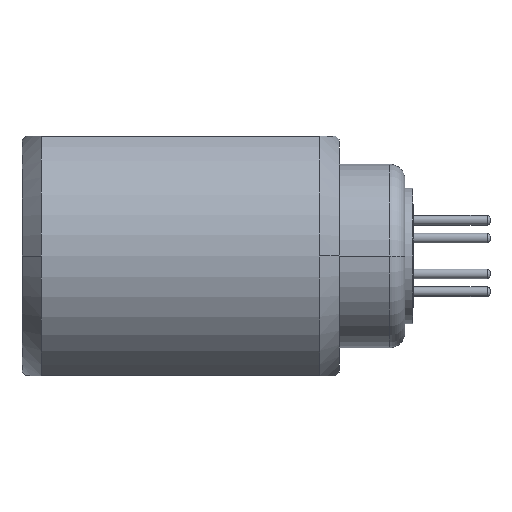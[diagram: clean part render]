
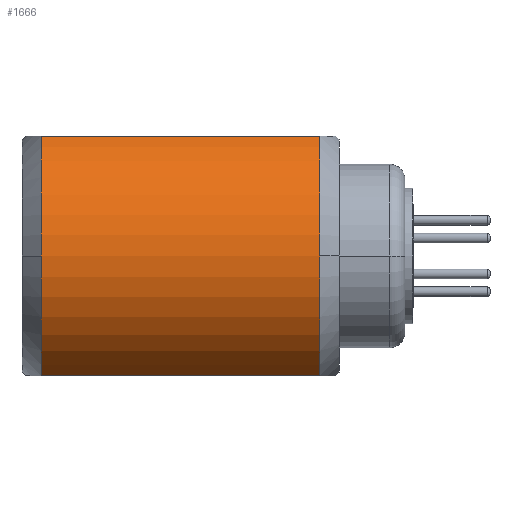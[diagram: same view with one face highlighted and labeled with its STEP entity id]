
A CAD part, front view. The second image highlights one B-rep face of the part: STEP entity #1666.
In plain terms, the highlighted cylindrical face has radius 7 mm (diameter 14 mm), a partial arc.
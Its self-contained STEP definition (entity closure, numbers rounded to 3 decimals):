
#261=CARTESIAN_POINT('',(0.,0.,0.));
#262=DIRECTION('',(-1.,0.,0.));
#263=DIRECTION('',(0.,-1.,0.));
#264=AXIS2_PLACEMENT_3D('',#261,#262,#263);
#266=CARTESIAN_POINT('',(0.,0.,0.));
#267=DIRECTION('',(-1.,0.,0.));
#268=DIRECTION('',(0.,-0.464,-0.886));
#269=AXIS2_PLACEMENT_3D('',#266,#267,#268);
#271=DIRECTION('',(1.,0.,0.));
#272=VECTOR('',#271,14.4);
#273=CARTESIAN_POINT('',(-14.4,-3.25,-6.2));
#274=LINE('',#273,#272);
#275=DIRECTION('',(1.,0.,0.));
#276=VECTOR('',#275,14.4);
#277=CARTESIAN_POINT('',(-14.4,-3.25,6.2));
#278=LINE('',#277,#276);
#288=CARTESIAN_POINT('',(-14.4,0.,0.));
#289=DIRECTION('',(1.,0.,0.));
#290=DIRECTION('',(0.,-0.464,0.886));
#291=AXIS2_PLACEMENT_3D('',#288,#289,#290);
#333=CARTESIAN_POINT('',(-14.4,0.,0.));
#334=DIRECTION('',(-1.,0.,0.));
#335=DIRECTION('',(0.,-0.464,-0.886));
#336=AXIS2_PLACEMENT_3D('',#333,#334,#335);
#1079=CARTESIAN_POINT('',(-14.4,-7.,0.));
#1081=VERTEX_POINT('',#1079);
#1087=CARTESIAN_POINT('',(-14.4,-3.25,6.2));
#1088=CARTESIAN_POINT('',(0.,-3.25,6.2));
#1089=VERTEX_POINT('',#1087);
#1090=VERTEX_POINT('',#1088);
#1091=CARTESIAN_POINT('',(-14.4,-3.25,-6.2));
#1092=CARTESIAN_POINT('',(0.,-3.25,-6.2));
#1093=VERTEX_POINT('',#1091);
#1094=VERTEX_POINT('',#1092);
#1115=CARTESIAN_POINT('',(0.,-7.,
0.));
#1116=VERTEX_POINT('',#1115);
#1649=CARTESIAN_POINT('',(-16.39,0.,0.));
#1650=DIRECTION('',(1.,0.,0.));
#1651=DIRECTION('',(0.,-1.,0.));
#1652=AXIS2_PLACEMENT_3D('',#1649,#1650,#1651);
#1653=CYLINDRICAL_SURFACE('',#1652,7.);
#1655=ORIENTED_EDGE('',*,*,#1654,.F.);
#1656=ORIENTED_EDGE('',*,*,#1583,.F.);
#1657=ORIENTED_EDGE('',*,*,#1607,.F.);
#1659=ORIENTED_EDGE('',*,*,#1658,.T.);
#1661=ORIENTED_EDGE('',*,*,#1660,.F.);
#1663=ORIENTED_EDGE('',*,*,#1662,.T.);
#1664=EDGE_LOOP('',(#1655,#1656,#1657,#1659,#1661,#1663));
#1665=FACE_OUTER_BOUND('',#1664,.F.);
#265=CIRCLE('',#264,7.);
#270=CIRCLE('',#269,7.);
#292=CIRCLE('',#291,7.);
#337=CIRCLE('',#336,7.);
#1583=EDGE_CURVE('',#1094,#1116,#270,.T.);
#1607=EDGE_CURVE('',#1093,#1094,#274,.T.);
#1654=EDGE_CURVE('',#1116,#1090,#265,.T.);
#1658=EDGE_CURVE('',#1093,#1081,#337,.T.);
#1660=EDGE_CURVE('',#1089,#1081,#292,.T.);
#1662=EDGE_CURVE('',#1089,#1090,#278,.T.);
#1666=ADVANCED_FACE('',(#1665),#1653,.T.);
